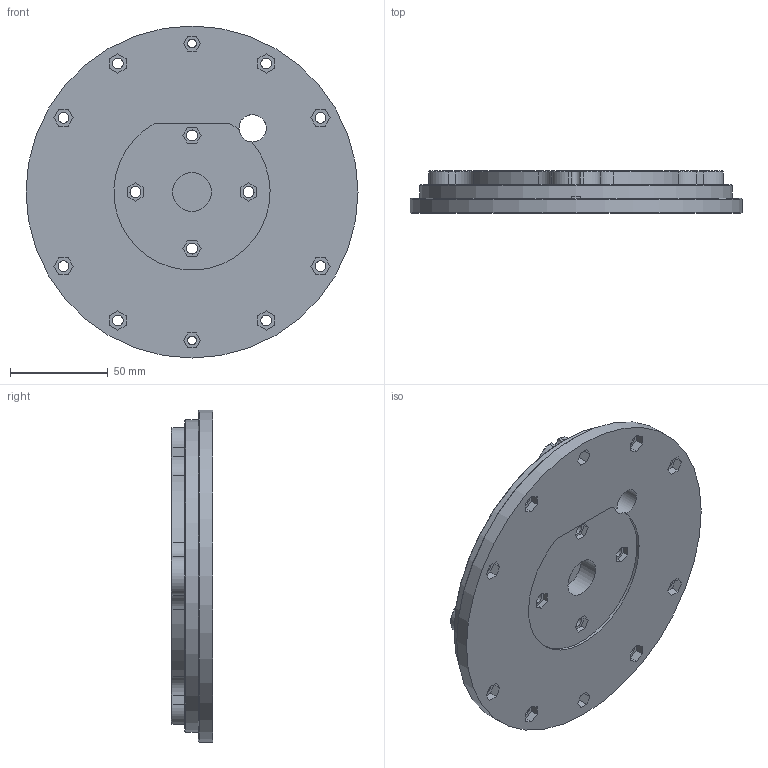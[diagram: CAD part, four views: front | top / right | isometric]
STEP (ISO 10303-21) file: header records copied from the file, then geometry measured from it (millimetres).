
FILE_DESCRIPTION(/* description */ (''),/* implementation_level */ '2;1');
FILE_NAME(/* name */ 'Build Plateform one Indents (plastic) 3.stp',/* time_stamp */ '2024-12-16T10:52:18-05:00',/* author */ ('mayhe'),/* organization */ (''),/* preprocessor_version */ 'ST-DEVELOPER v20',/* originating_system */ 'Autodesk Inventor 2025',/* authorisation */ '');
FILE_SCHEMA (('AUTOMOTIVE_DESIGN { 1 0 10303 214 3 1 1 }'));
Length unit declared in the file: millimetre
Products named in the file (1): Build Plateform one Indents Metal
Bounding box: 170 x 21.5 x 170 mm (x, y, z)
Volume: 365460.2 mm3; surface area: 61823.6 mm2
Topology: 1 solids, 1 shells, 216 faces, 551 edges, 358 vertices
Faces by surface type: plane 131, cylinder 49, cone 36
Full cylindrical faces by diameter (mm): 4.5 x2, 5.5 x12, 11 x4, 14 x1, 18.25 x1, 20 x1, 160 x1, 170 x1
Entity records: 6625 total; most frequent: CARTESIAN_POINT 1173, DIRECTION 1122, ORIENTED_EDGE 1102, EDGE_CURVE 551, LINE 388, VECTOR 388, AXIS2_PLACEMENT_3D 367, VERTEX_POINT 358
